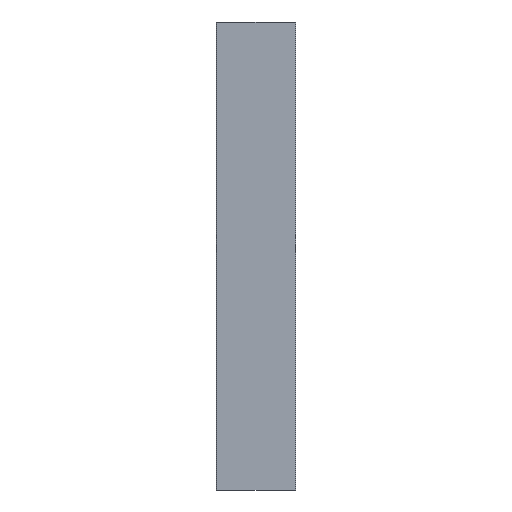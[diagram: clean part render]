
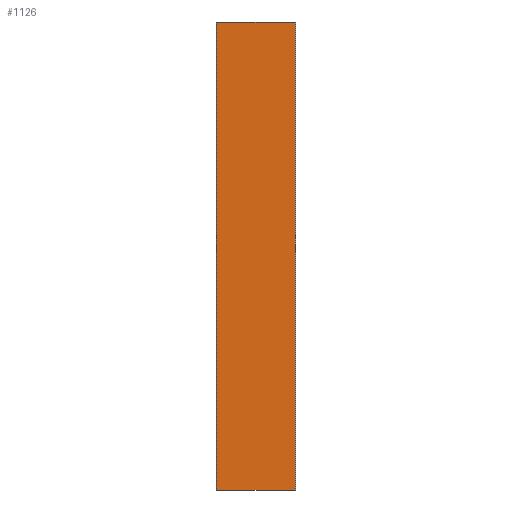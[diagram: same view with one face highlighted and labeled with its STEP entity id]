
A CAD part, front view. The second image highlights one B-rep face of the part: STEP entity #1126.
In plain terms, the highlighted planar face has unit normal (0, -1, 0).
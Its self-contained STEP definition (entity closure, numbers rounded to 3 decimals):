
#114 = VECTOR ( 'NONE', #447, 1000. ) ;
#115 = CARTESIAN_POINT ( 'NONE',  ( 252., 0., 1500. ) ) ;
#218 = VERTEX_POINT ( 'NONE', #1406 ) ;
#264 = DIRECTION ( 'NONE',  ( 0., 0., -1. ) ) ;
#299 = VECTOR ( 'NONE', #905, 1000. ) ;
#306 = CARTESIAN_POINT ( 'NONE',  ( -252., 0., 1500. ) ) ;
#314 = CARTESIAN_POINT ( 'NONE',  ( 252., 0., 1500. ) ) ;
#414 = CARTESIAN_POINT ( 'NONE',  ( 254., 0., -1500. ) ) ;
#433 = DIRECTION ( 'NONE',  ( 0., -1., 0. ) ) ;
#447 = DIRECTION ( 'NONE',  ( 0., 0., -1. ) ) ;
#518 = VERTEX_POINT ( 'NONE', #1821 ) ;
#568 = LINE ( 'NONE', #1051, #299 ) ;
#597 = EDGE_CURVE ( 'NONE', #773, #218, #1058, .T. ) ;
#671 = VECTOR ( 'NONE', #264, 1000. ) ;
#681 = EDGE_CURVE ( 'NONE', #734, #518, #1652, .T. ) ;
#689 = EDGE_CURVE ( 'NONE', #773, #734, #568, .T. ) ;
#734 = VERTEX_POINT ( 'NONE', #306 ) ;
#773 = VERTEX_POINT ( 'NONE', #314 ) ;
#885 = AXIS2_PLACEMENT_3D ( 'NONE', #1027, #433, #1474 ) ;
#905 = DIRECTION ( 'NONE',  ( -1., 0., 0. ) ) ;
#1010 = EDGE_CURVE ( 'NONE', #218, #518, #1742, .T. ) ;
#1014 = DIRECTION ( 'NONE',  ( -1., 0., 0. ) ) ;
#1027 = CARTESIAN_POINT ( 'NONE',  ( 254., 0., 1500. ) ) ;
#1051 = CARTESIAN_POINT ( 'NONE',  ( 254., 0., 1500. ) ) ;
#1058 = LINE ( 'NONE', #115, #671 ) ;
#1061 = ORIENTED_EDGE ( 'NONE', *, *, #597, .F. ) ;
#1126 = ADVANCED_FACE ( 'NONE', ( #1219 ), #1175, .T. ) ;
#1175 = PLANE ( 'NONE',  #885 ) ;
#1219 = FACE_OUTER_BOUND ( 'NONE', #1318, .T. ) ;
#1294 = ORIENTED_EDGE ( 'NONE', *, *, #1010, .F. ) ;
#1318 = EDGE_LOOP ( 'NONE', ( #1294, #1061, #1860, #1479 ) ) ;
#1406 = CARTESIAN_POINT ( 'NONE',  ( 252., 0., -1500. ) ) ;
#1474 = DIRECTION ( 'NONE',  ( 0., 0., -1. ) ) ;
#1479 = ORIENTED_EDGE ( 'NONE', *, *, #681, .T. ) ;
#1632 = CARTESIAN_POINT ( 'NONE',  ( -252., 0., 1500. ) ) ;
#1652 = LINE ( 'NONE', #1632, #114 ) ;
#1703 = VECTOR ( 'NONE', #1014, 1000. ) ;
#1742 = LINE ( 'NONE', #414, #1703 ) ;
#1821 = CARTESIAN_POINT ( 'NONE',  ( -252., 0., -1500. ) ) ;
#1860 = ORIENTED_EDGE ( 'NONE', *, *, #689, .T. ) ;
